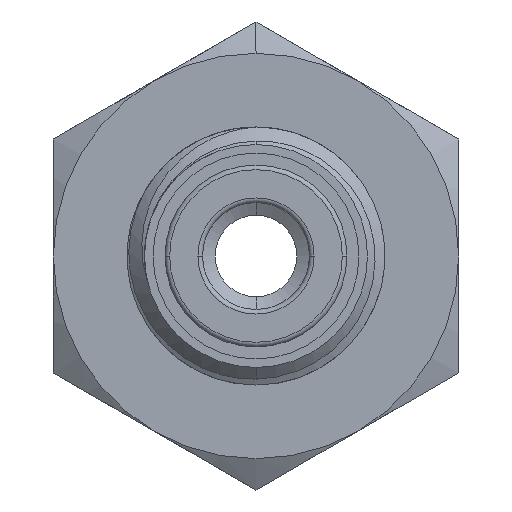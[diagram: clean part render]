
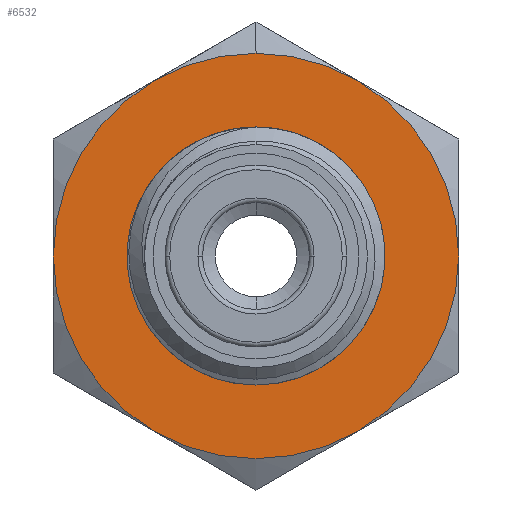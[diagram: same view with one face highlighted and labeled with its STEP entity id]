
A CAD part, left-side view. The second image highlights one B-rep face of the part: STEP entity #6532.
In plain terms, the highlighted planar face has unit normal (-1, 0, 0).
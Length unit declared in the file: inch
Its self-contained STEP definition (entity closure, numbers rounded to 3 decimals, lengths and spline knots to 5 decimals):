
#247 = EDGE_CURVE ( 'NONE', #12875, #13665, #10055, .T. ) ;
#329 = DIRECTION ( 'NONE',  ( 0., 0., 1. ) ) ;
#742 = DIRECTION ( 'NONE',  ( -1., 0., 0. ) ) ;
#785 = EDGE_CURVE ( 'NONE', #13665, #1786, #12945, .T. ) ;
#906 = FACE_BOUND ( 'NONE', #6321, .T. ) ;
#1207 = DIRECTION ( 'NONE',  ( -1., 0., 0. ) ) ;
#1674 = CIRCLE ( 'NONE', #3405, 0.4375 ) ;
#1786 = VERTEX_POINT ( 'NONE', #8094 ) ;
#1885 = CARTESIAN_POINT ( 'NONE',  ( -1.11, 0.4375, 0. ) ) ;
#2006 = DIRECTION ( 'NONE',  ( 0., 0., 1. ) ) ;
#2257 = ORIENTED_EDGE ( 'NONE', *, *, #247, .T. ) ;
#2313 = ORIENTED_EDGE ( 'NONE', *, *, #785, .T. ) ;
#2497 = ORIENTED_EDGE ( 'NONE', *, *, #7538, .T. ) ;
#2521 = DIRECTION ( 'NONE',  ( -1., 0., 0. ) ) ;
#2534 = CARTESIAN_POINT ( 'NONE',  ( -1.11, 0., 0. ) ) ;
#2709 = CARTESIAN_POINT ( 'NONE',  ( -1.11, 0.21875, 0.37889 ) ) ;
#2766 = CARTESIAN_POINT ( 'NONE',  ( -1.11, 0., 0. ) ) ;
#2836 = VERTEX_POINT ( 'NONE', #12578 ) ;
#2896 = EDGE_CURVE ( 'NONE', #2836, #12875, #7565, .T. ) ;
#2927 = AXIS2_PLACEMENT_3D ( 'NONE', #4050, #11539, #12645 ) ;
#2997 = DIRECTION ( 'NONE',  ( -1., 0., 0. ) ) ;
#3026 = AXIS2_PLACEMENT_3D ( 'NONE', #7308, #11615, #8293 ) ;
#3405 = AXIS2_PLACEMENT_3D ( 'NONE', #9015, #2521, #11126 ) ;
#3610 = DIRECTION ( 'NONE',  ( -1., 0., 0. ) ) ;
#3652 = AXIS2_PLACEMENT_3D ( 'NONE', #10870, #5543, #10777 ) ;
#4050 = CARTESIAN_POINT ( 'NONE',  ( -1.11, 0., 0. ) ) ;
#4125 = EDGE_CURVE ( 'NONE', #11326, #2836, #1674, .T. ) ;
#4177 = ORIENTED_EDGE ( 'NONE', *, *, #4125, .T. ) ;
#4302 = CARTESIAN_POINT ( 'NONE',  ( -1.11, 0., 0. ) ) ;
#4676 = EDGE_CURVE ( 'NONE', #9513, #10159, #5307, .T. ) ;
#4943 = EDGE_CURVE ( 'NONE', #1786, #9513, #13532, .T. ) ;
#5026 = ORIENTED_EDGE ( 'NONE', *, *, #8895, .T. ) ;
#5154 = CARTESIAN_POINT ( 'NONE',  ( -1.11, 0.26325, 0. ) ) ;
#5273 = CARTESIAN_POINT ( 'NONE',  ( -1.11, 0., -0.26325 ) ) ;
#5307 = CIRCLE ( 'NONE', #3652, 0.4375 ) ;
#5513 = ORIENTED_EDGE ( 'NONE', *, *, #4676, .T. ) ;
#5543 = DIRECTION ( 'NONE',  ( -1., 0., 0. ) ) ;
#5713 = AXIS2_PLACEMENT_3D ( 'NONE', #9091, #12123, #329 ) ;
#5920 = CIRCLE ( 'NONE', #10078, 0.4375 ) ;
#5945 = FACE_OUTER_BOUND ( 'NONE', #5989, .T. ) ;
#5989 = EDGE_LOOP ( 'NONE', ( #2313, #13054, #5513, #5026, #4177, #9899, #2257 ) ) ;
#6321 = EDGE_LOOP ( 'NONE', ( #8729, #2497 ) ) ;
#6368 = DIRECTION ( 'NONE',  ( 1., 0., 0. ) ) ;
#6412 = CIRCLE ( 'NONE', #2927, 0.26325 ) ;
#6532 = ADVANCED_FACE ( 'NONE', ( #906, #5945 ), #9303, .T. ) ;
#6779 = CIRCLE ( 'NONE', #8331, 0.26325 ) ;
#7308 = CARTESIAN_POINT ( 'NONE',  ( -1.11, 0., 0. ) ) ;
#7538 = EDGE_CURVE ( 'NONE', #13281, #11212, #6779, .T. ) ;
#7565 = CIRCLE ( 'NONE', #3026, 0.4375 ) ;
#8094 = CARTESIAN_POINT ( 'NONE',  ( -1.11, 0., 0.4375 ) ) ;
#8293 = DIRECTION ( 'NONE',  ( 0., 0., 1. ) ) ;
#8331 = AXIS2_PLACEMENT_3D ( 'NONE', #12810, #6368, #8553 ) ;
#8412 = AXIS2_PLACEMENT_3D ( 'NONE', #5154, #742, #13711 ) ;
#8540 = CARTESIAN_POINT ( 'NONE',  ( -1.11, -0.4375, 0. ) ) ;
#8553 = DIRECTION ( 'NONE',  ( 0., 0., -1. ) ) ;
#8561 = DIRECTION ( 'NONE',  ( 0., 0., 1. ) ) ;
#8729 = ORIENTED_EDGE ( 'NONE', *, *, #10195, .T. ) ;
#8895 = EDGE_CURVE ( 'NONE', #10159, #11326, #5920, .T. ) ;
#9015 = CARTESIAN_POINT ( 'NONE',  ( -1.11, 0., 0. ) ) ;
#9091 = CARTESIAN_POINT ( 'NONE',  ( -1.11, 0., 0. ) ) ;
#9118 = CARTESIAN_POINT ( 'NONE',  ( -1.11, -0.21875, 0.37889 ) ) ;
#9303 = PLANE ( 'NONE',  #8412 ) ;
#9513 = VERTEX_POINT ( 'NONE', #2709 ) ;
#9899 = ORIENTED_EDGE ( 'NONE', *, *, #2896, .T. ) ;
#9918 = AXIS2_PLACEMENT_3D ( 'NONE', #2534, #3610, #12188 ) ;
#9919 = CARTESIAN_POINT ( 'NONE',  ( -1.11, 0.21875, -0.37889 ) ) ;
#10055 = CIRCLE ( 'NONE', #11028, 0.4375 ) ;
#10078 = AXIS2_PLACEMENT_3D ( 'NONE', #2766, #2997, #2006 ) ;
#10159 = VERTEX_POINT ( 'NONE', #1885 ) ;
#10195 = EDGE_CURVE ( 'NONE', #11212, #13281, #6412, .T. ) ;
#10777 = DIRECTION ( 'NONE',  ( 0., 0., 1. ) ) ;
#10870 = CARTESIAN_POINT ( 'NONE',  ( -1.11, 0., 0. ) ) ;
#11028 = AXIS2_PLACEMENT_3D ( 'NONE', #4302, #1207, #8561 ) ;
#11126 = DIRECTION ( 'NONE',  ( 0., 0., 1. ) ) ;
#11212 = VERTEX_POINT ( 'NONE', #5273 ) ;
#11326 = VERTEX_POINT ( 'NONE', #9919 ) ;
#11539 = DIRECTION ( 'NONE',  ( 1., 0., 0. ) ) ;
#11615 = DIRECTION ( 'NONE',  ( -1., 0., 0. ) ) ;
#12123 = DIRECTION ( 'NONE',  ( -1., 0., 0. ) ) ;
#12188 = DIRECTION ( 'NONE',  ( 0., 0., 1. ) ) ;
#12578 = CARTESIAN_POINT ( 'NONE',  ( -1.11, -0.21875, -0.37889 ) ) ;
#12645 = DIRECTION ( 'NONE',  ( 0., 0., -1. ) ) ;
#12810 = CARTESIAN_POINT ( 'NONE',  ( -1.11, 0., 0. ) ) ;
#12875 = VERTEX_POINT ( 'NONE', #8540 ) ;
#12945 = CIRCLE ( 'NONE', #5713, 0.4375 ) ;
#13054 = ORIENTED_EDGE ( 'NONE', *, *, #4943, .T. ) ;
#13281 = VERTEX_POINT ( 'NONE', #13814 ) ;
#13532 = CIRCLE ( 'NONE', #9918, 0.4375 ) ;
#13665 = VERTEX_POINT ( 'NONE', #9118 ) ;
#13711 = DIRECTION ( 'NONE',  ( 0., 0., 1. ) ) ;
#13814 = CARTESIAN_POINT ( 'NONE',  ( -1.11, 0., 0.26325 ) ) ;
